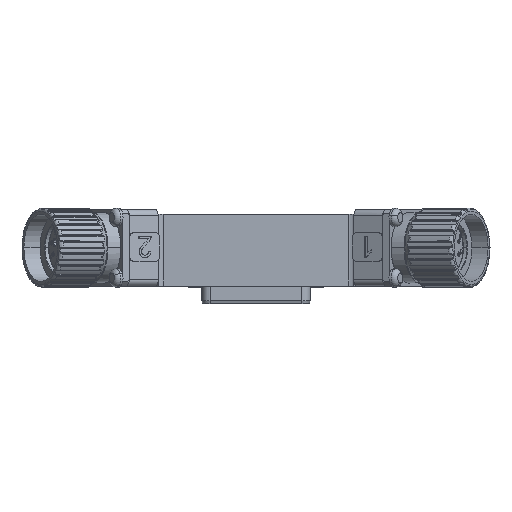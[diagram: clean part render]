
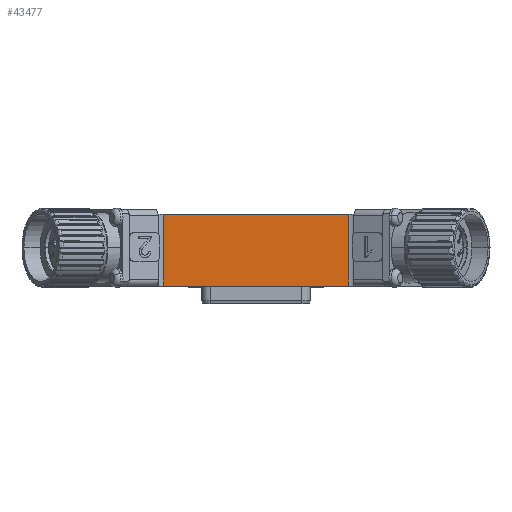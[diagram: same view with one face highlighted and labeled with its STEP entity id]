
A CAD part, top view. The second image highlights one B-rep face of the part: STEP entity #43477.
In plain terms, the highlighted planar face has unit normal (0, 0, 1).
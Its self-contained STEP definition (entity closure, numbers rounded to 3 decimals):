
#3560 = LINE ( 'NONE', #22105, #97941 ) ;
#7191 = DIRECTION ( 'NONE',  ( 1., 0., 0. ) ) ;
#11188 = ORIENTED_EDGE ( 'NONE', *, *, #11678, .F. ) ;
#11678 = EDGE_CURVE ( 'NONE', #52297, #57628, #72068, .T. ) ;
#17291 = CARTESIAN_POINT ( 'NONE',  ( 30.304, 11.5, 38. ) ) ;
#19647 = CARTESIAN_POINT ( 'NONE',  ( -30.304, 11.5, 38. ) ) ;
#22105 = CARTESIAN_POINT ( 'NONE',  ( 30.304, 13., 38. ) ) ;
#25608 = LINE ( 'NONE', #53824, #71363 ) ;
#28420 = EDGE_LOOP ( 'NONE', ( #11188, #81278, #92952, #77894 ) ) ;
#29086 = CARTESIAN_POINT ( 'NONE',  ( -30.304, -12., 38. ) ) ;
#35856 = FACE_OUTER_BOUND ( 'NONE', #28420, .T. ) ;
#38404 = EDGE_CURVE ( 'NONE', #57628, #85092, #3560, .T. ) ;
#40392 = PLANE ( 'NONE',  #95642 ) ;
#43477 = ADVANCED_FACE ( 'NONE', ( #35856 ), #40392, .F. ) ;
#49372 = VECTOR ( 'NONE', #67155, 1000. ) ;
#49573 = DIRECTION ( 'NONE',  ( 0., 0., -1. ) ) ;
#52297 = VERTEX_POINT ( 'NONE', #103689 ) ;
#53824 = CARTESIAN_POINT ( 'NONE',  ( -30.304, -12., 38. ) ) ;
#57628 = VERTEX_POINT ( 'NONE', #17291 ) ;
#58001 = CARTESIAN_POINT ( 'NONE',  ( -30.304, 13., 38. ) ) ;
#58236 = VERTEX_POINT ( 'NONE', #29086 ) ;
#63001 = DIRECTION ( 'NONE',  ( 1., 0., 0. ) ) ;
#63626 = EDGE_CURVE ( 'NONE', #52297, #58236, #97999, .T. ) ;
#67155 = DIRECTION ( 'NONE',  ( 0., -1., 0. ) ) ;
#71363 = VECTOR ( 'NONE', #63001, 1000. ) ;
#72068 = LINE ( 'NONE', #19647, #117734 ) ;
#72983 = CARTESIAN_POINT ( 'NONE',  ( 30.304, -12., 38. ) ) ;
#77894 = ORIENTED_EDGE ( 'NONE', *, *, #38404, .F. ) ;
#81278 = ORIENTED_EDGE ( 'NONE', *, *, #63626, .T. ) ;
#85092 = VERTEX_POINT ( 'NONE', #72983 ) ;
#92952 = ORIENTED_EDGE ( 'NONE', *, *, #101276, .T. ) ;
#95642 = AXIS2_PLACEMENT_3D ( 'NONE', #104337, #49573, #113467 ) ;
#97941 = VECTOR ( 'NONE', #113573, 1000. ) ;
#97999 = LINE ( 'NONE', #58001, #49372 ) ;
#101276 = EDGE_CURVE ( 'NONE', #58236, #85092, #25608, .T. ) ;
#103689 = CARTESIAN_POINT ( 'NONE',  ( -30.304, 11.5, 38. ) ) ;
#104337 = CARTESIAN_POINT ( 'NONE',  ( -30.304, 13., 38. ) ) ;
#113467 = DIRECTION ( 'NONE',  ( -1., 0., 0. ) ) ;
#113573 = DIRECTION ( 'NONE',  ( 0., -1., 0. ) ) ;
#117734 = VECTOR ( 'NONE', #7191, 1000. ) ;
